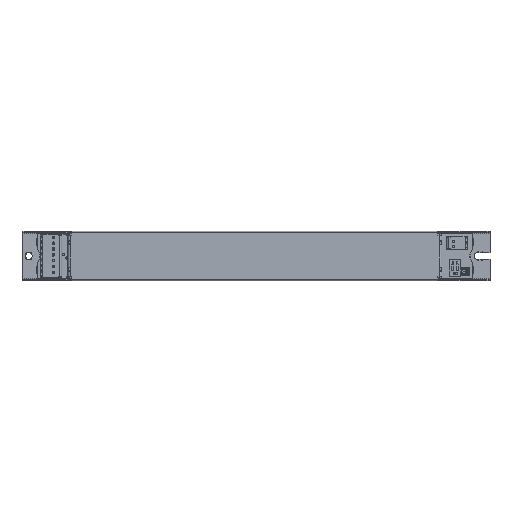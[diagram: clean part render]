
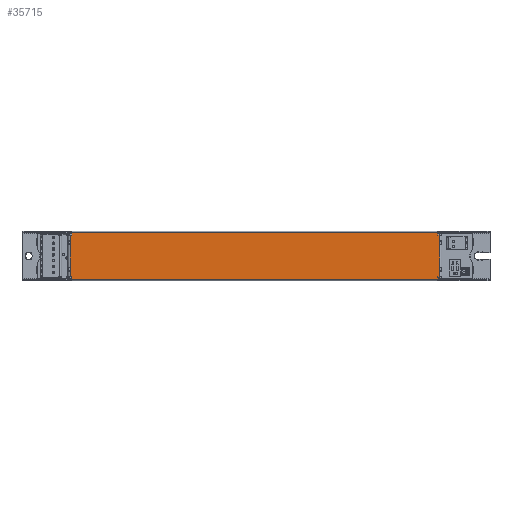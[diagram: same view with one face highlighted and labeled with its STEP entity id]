
A CAD part, top view. The second image highlights one B-rep face of the part: STEP entity #35715.
In plain terms, the highlighted planar face has unit normal (0, 0, 1).
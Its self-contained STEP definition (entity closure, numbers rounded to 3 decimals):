
#1800=PLANE('',#38458);
#3184=FACE_OUTER_BOUND('',#5258,.T.);
#5258=EDGE_LOOP('',(#28159,#28160,#28161,#28162,#28163,#28164,#28165,#28166,
#28167,#28168,#28169,#28170,#28171,#28172,#28173,#28174,#28175,#28176,#28177,
#28178));
#8103=LINE('',#56601,#11551);
#8104=LINE('',#56604,#11552);
#8107=LINE('',#56615,#11555);
#8108=LINE('',#56618,#11556);
#8110=LINE('',#56628,#11558);
#8113=LINE('',#56640,#11561);
#8242=LINE('',#57136,#11690);
#8245=LINE('',#57145,#11693);
#8415=LINE('',#57572,#11863);
#8426=LINE('',#57600,#11874);
#8434=LINE('',#57616,#11882);
#8435=LINE('',#57617,#11883);
#8436=LINE('',#57619,#11884);
#8437=LINE('',#57621,#11885);
#8438=LINE('',#57623,#11886);
#8439=LINE('',#57624,#11887);
#11551=VECTOR('',#43841,10.);
#11552=VECTOR('',#43844,10.);
#11555=VECTOR('',#43851,10.);
#11556=VECTOR('',#43854,10.);
#11558=VECTOR('',#43860,10.);
#11561=VECTOR('',#43867,10.);
#11690=VECTOR('',#44358,10.);
#11693=VECTOR('',#44369,10.);
#11863=VECTOR('',#44835,10.);
#11874=VECTOR('',#44868,10.);
#11882=VECTOR('',#44890,10.);
#11883=VECTOR('',#44891,10.);
#11884=VECTOR('',#44892,10.);
#11885=VECTOR('',#44893,10.);
#11886=VECTOR('',#44894,10.);
#11887=VECTOR('',#44895,10.);
#14078=CIRCLE('',#38074,1.1);
#14082=CIRCLE('',#38080,1.1);
#14086=CIRCLE('',#38086,1.1);
#14090=CIRCLE('',#38092,1.1);
#16368=VERTEX_POINT('',#55827);
#16371=VERTEX_POINT('',#55895);
#16380=VERTEX_POINT('',#56024);
#16383=VERTEX_POINT('',#56092);
#16392=VERTEX_POINT('',#56221);
#16395=VERTEX_POINT('',#56289);
#16404=VERTEX_POINT('',#56418);
#16407=VERTEX_POINT('',#56486);
#16418=VERTEX_POINT('',#56599);
#16419=VERTEX_POINT('',#56603);
#16422=VERTEX_POINT('',#56617);
#16427=VERTEX_POINT('',#56638);
#16532=VERTEX_POINT('',#57133);
#16533=VERTEX_POINT('',#57135);
#16534=VERTEX_POINT('',#57142);
#16535=VERTEX_POINT('',#57144);
#16650=VERTEX_POINT('',#57599);
#16652=VERTEX_POINT('',#57618);
#16653=VERTEX_POINT('',#57620);
#16654=VERTEX_POINT('',#57622);
#20247=EDGE_CURVE('',#16368,#16371,#14078,.T.);
#20263=EDGE_CURVE('',#16380,#16383,#14082,.T.);
#20279=EDGE_CURVE('',#16392,#16395,#14086,.T.);
#20295=EDGE_CURVE('',#16404,#16407,#14090,.T.);
#20309=EDGE_CURVE('',#16395,#16418,#8103,.T.);
#20310=EDGE_CURVE('',#16419,#16380,#8104,.T.);
#20315=EDGE_CURVE('',#16383,#16392,#8107,.T.);
#20316=EDGE_CURVE('',#16422,#16404,#8108,.T.);
#20320=EDGE_CURVE('',#16407,#16368,#8110,.T.);
#20325=EDGE_CURVE('',#16371,#16427,#8113,.T.);
#20539=EDGE_CURVE('',#16533,#16532,#8242,.T.);
#20544=EDGE_CURVE('',#16535,#16534,#8245,.T.);
#20759=EDGE_CURVE('',#16532,#16419,#8415,.T.);
#20774=EDGE_CURVE('',#16650,#16422,#8426,.T.);
#20782=EDGE_CURVE('',#16427,#16535,#8434,.T.);
#20783=EDGE_CURVE('',#16533,#16534,#8435,.T.);
#20784=EDGE_CURVE('',#16418,#16652,#8436,.T.);
#20785=EDGE_CURVE('',#16652,#16653,#8437,.T.);
#20786=EDGE_CURVE('',#16653,#16654,#8438,.T.);
#20787=EDGE_CURVE('',#16654,#16650,#8439,.T.);
#28159=ORIENTED_EDGE('',*,*,#20247,.T.);
#28160=ORIENTED_EDGE('',*,*,#20325,.T.);
#28161=ORIENTED_EDGE('',*,*,#20782,.T.);
#28162=ORIENTED_EDGE('',*,*,#20544,.T.);
#28163=ORIENTED_EDGE('',*,*,#20783,.F.);
#28164=ORIENTED_EDGE('',*,*,#20539,.T.);
#28165=ORIENTED_EDGE('',*,*,#20759,.T.);
#28166=ORIENTED_EDGE('',*,*,#20310,.T.);
#28167=ORIENTED_EDGE('',*,*,#20263,.T.);
#28168=ORIENTED_EDGE('',*,*,#20315,.T.);
#28169=ORIENTED_EDGE('',*,*,#20279,.T.);
#28170=ORIENTED_EDGE('',*,*,#20309,.T.);
#28171=ORIENTED_EDGE('',*,*,#20784,.T.);
#28172=ORIENTED_EDGE('',*,*,#20785,.T.);
#28173=ORIENTED_EDGE('',*,*,#20786,.T.);
#28174=ORIENTED_EDGE('',*,*,#20787,.T.);
#28175=ORIENTED_EDGE('',*,*,#20774,.T.);
#28176=ORIENTED_EDGE('',*,*,#20316,.T.);
#28177=ORIENTED_EDGE('',*,*,#20295,.T.);
#28178=ORIENTED_EDGE('',*,*,#20320,.T.);
#35715=ADVANCED_FACE('',(#3184),#1800,.T.);
#38074=AXIS2_PLACEMENT_3D('',#55974,#43758,#43759);
#38080=AXIS2_PLACEMENT_3D('',#56171,#43778,#43779);
#38086=AXIS2_PLACEMENT_3D('',#56368,#43798,#43799);
#38092=AXIS2_PLACEMENT_3D('',#56565,#43818,#43819);
#38458=AXIS2_PLACEMENT_3D('',#57615,#44888,#44889);
#43758=DIRECTION('center_axis',(0.,0.,-1.));
#43759=DIRECTION('ref_axis',(-1.,0.,0.));
#43778=DIRECTION('center_axis',(0.,0.,-1.));
#43779=DIRECTION('ref_axis',(-1.,0.,0.));
#43798=DIRECTION('center_axis',(0.,0.,-1.));
#43799=DIRECTION('ref_axis',(-1.,0.,0.));
#43818=DIRECTION('center_axis',(0.,0.,-1.));
#43819=DIRECTION('ref_axis',(-1.,0.,0.));
#43841=DIRECTION('',(0.,-1.,0.));
#43844=DIRECTION('',(0.,-1.,0.));
#43851=DIRECTION('',(0.,-1.,0.));
#43854=DIRECTION('',(0.,1.,0.));
#43860=DIRECTION('',(0.,1.,0.));
#43867=DIRECTION('',(0.,1.,0.));
#44358=DIRECTION('',(0.,-1.,0.));
#44369=DIRECTION('',(0.,1.,0.));
#44835=DIRECTION('',(-1.,0.,0.));
#44868=DIRECTION('',(1.,0.,0.));
#44888=DIRECTION('center_axis',(0.,0.,1.));
#44889=DIRECTION('ref_axis',(1.,0.,0.));
#44890=DIRECTION('',(-1.,0.,0.));
#44891=DIRECTION('',(1.,0.,0.));
#44892=DIRECTION('',(1.,0.,0.));
#44893=DIRECTION('',(0.,-1.,0.));
#44894=DIRECTION('',(1.,0.,0.));
#44895=DIRECTION('',(0.,1.,0.));
#55827=CARTESIAN_POINT('',(110.54,7.314,0.4));
#55895=CARTESIAN_POINT('',(110.54,8.686,0.4));
#55974=CARTESIAN_POINT('Origin',(111.4,8.,0.4));
#56024=CARTESIAN_POINT('',(-110.54,8.686,0.4));
#56092=CARTESIAN_POINT('',(-110.54,7.314,0.4));
#56171=CARTESIAN_POINT('Origin',(-111.4,8.,0.4));
#56221=CARTESIAN_POINT('',(-110.54,-7.314,0.4));
#56289=CARTESIAN_POINT('',(-110.54,-8.686,0.4));
#56368=CARTESIAN_POINT('Origin',(-111.4,-8.,0.4));
#56418=CARTESIAN_POINT('',(110.54,-8.686,0.4));
#56486=CARTESIAN_POINT('',(110.54,-7.314,0.4));
#56565=CARTESIAN_POINT('Origin',(111.4,-8.,0.4));
#56599=CARTESIAN_POINT('',(-110.54,-12.5,0.4));
#56601=CARTESIAN_POINT('',(-110.54,-0.65,0.4));
#56603=CARTESIAN_POINT('',(-110.54,12.5,0.4));
#56604=CARTESIAN_POINT('',(-110.54,-0.65,0.4));
#56615=CARTESIAN_POINT('',(-110.54,-0.65,0.4));
#56617=CARTESIAN_POINT('',(110.54,-12.5,0.4));
#56618=CARTESIAN_POINT('',(110.54,-0.65,0.4));
#56628=CARTESIAN_POINT('',(110.54,-0.65,0.4));
#56638=CARTESIAN_POINT('',(110.54,12.5,0.4));
#56640=CARTESIAN_POINT('',(110.54,-0.65,0.4));
#57133=CARTESIAN_POINT('',(-109.5,12.5,0.4));
#57135=CARTESIAN_POINT('',(-109.5,13.8,0.4));
#57136=CARTESIAN_POINT('',(-109.5,13.8,0.4));
#57142=CARTESIAN_POINT('',(109.5,13.8,0.4));
#57144=CARTESIAN_POINT('',(109.5,12.5,0.4));
#57145=CARTESIAN_POINT('',(109.5,13.8,0.4));
#57572=CARTESIAN_POINT('',(-109.5,12.5,0.4));
#57599=CARTESIAN_POINT('',(109.5,-12.5,0.4));
#57600=CARTESIAN_POINT('',(109.5,-12.5,0.4));
#57615=CARTESIAN_POINT('Origin',(-109.5,-13.8,0.4));
#57616=CARTESIAN_POINT('',(111.9,12.5,0.4));
#57617=CARTESIAN_POINT('',(-109.5,13.8,0.4));
#57618=CARTESIAN_POINT('',(-109.5,-12.5,0.4));
#57619=CARTESIAN_POINT('',(-111.9,-12.5,0.4));
#57620=CARTESIAN_POINT('',(-109.5,-13.8,0.4));
#57621=CARTESIAN_POINT('',(-109.5,13.8,0.4));
#57622=CARTESIAN_POINT('',(109.5,-13.8,0.4));
#57623=CARTESIAN_POINT('',(-109.5,-13.8,0.4));
#57624=CARTESIAN_POINT('',(109.5,13.8,0.4));
